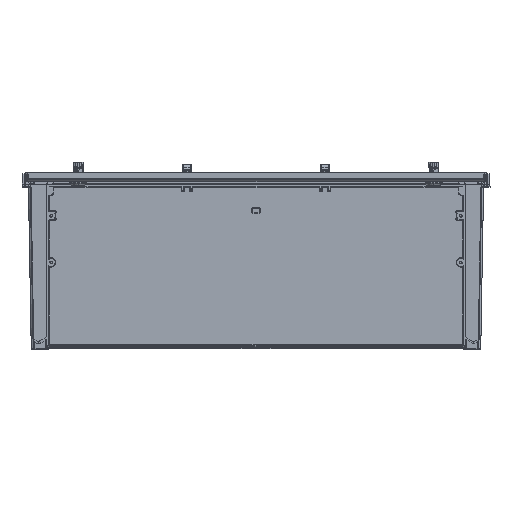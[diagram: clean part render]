
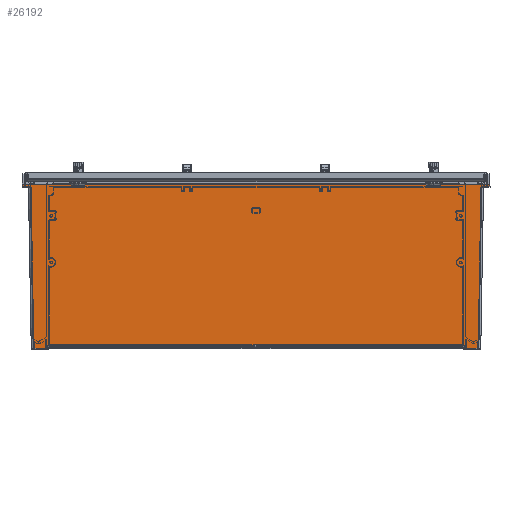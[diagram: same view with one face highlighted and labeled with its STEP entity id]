
A CAD part, top view. The second image highlights one B-rep face of the part: STEP entity #26192.
In plain terms, the highlighted planar face has unit normal (0, -0.009, 1).
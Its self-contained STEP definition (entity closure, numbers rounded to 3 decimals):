
#840=DIRECTION('',(1.,0.,0.));
#841=VECTOR('',#840,20.192);
#842=CARTESIAN_POINT('',(359.503,-1.009,297.548));
#843=LINE('',#842,#841);
#874=CARTESIAN_POINT('',(359.449,4.461,297.595));
#876=DIRECTION('',(1.,0.,0.));
#877=VECTOR('',#876,718.894);
#878=CARTESIAN_POINT('',(-359.445,4.456,297.595));
#879=LINE('',#878,#877);
#884=DIRECTION('',(-0.017,1.,0.009));
#885=VECTOR('',#884,275.079);
#886=CARTESIAN_POINT('',(-379.695,-1.009,297.548));
#887=LINE('',#886,#885);
#888=CARTESIAN_POINT('',(-399.984,276.,299.972));
#889=CARTESIAN_POINT('',(-399.961,277.333,299.984));
#890=CARTESIAN_POINT('',(-399.967,278.667,299.981));
#891=CARTESIAN_POINT('',(-399.944,280.,299.992));
#893=DIRECTION('',(-0.017,-1.,-0.009));
#894=VECTOR('',#893,275.079);
#895=CARTESIAN_POINT('',(384.495,274.017,299.948));
#896=LINE('',#895,#894);
#897=DIRECTION('',(-0.01,1.,0.009));
#898=VECTOR('',#897,5.47);
#899=CARTESIAN_POINT('',(359.503,-1.009,297.548));
#900=LINE('',#899,#898);
#910=DIRECTION('',(1.,0.,0.));
#911=VECTOR('',#910,20.188);
#912=CARTESIAN_POINT('',(-379.695,-1.009,297.548));
#913=LINE('',#912,#911);
#1043=DIRECTION('',(0.011,1.,0.009));
#1044=VECTOR('',#1043,5.465);
#1045=CARTESIAN_POINT('',(-359.507,-1.009,
297.548));
#1046=LINE('',#1045,#1044);
#1744=CARTESIAN_POINT('',(384.495,274.017,299.948));
#1745=CARTESIAN_POINT('',(385.054,274.39,299.951));
#1746=CARTESIAN_POINT('',(386.109,275.088,299.957));
#1747=CARTESIAN_POINT('',(387.69,275.822,299.963));
#1748=CARTESIAN_POINT('',(388.682,276.,299.966));
#1749=CARTESIAN_POINT('',(389.168,276.,299.966));
#1772=DIRECTION('',(1.,0.,0.001));
#1773=VECTOR('',#1772,10.816);
#1774=CARTESIAN_POINT('',(389.168,276.,299.966));
#1775=LINE('',#1774,#1773);
#1897=CARTESIAN_POINT('',(399.984,276.,299.972));
#1898=CARTESIAN_POINT('',(399.961,277.333,299.984));
#1899=CARTESIAN_POINT('',(399.967,278.667,299.981));
#1900=CARTESIAN_POINT('',(399.944,280.,299.992));
#2325=DIRECTION('',(-1.,0.,0.));
#2326=VECTOR('',#2325,799.888);
#2327=CARTESIAN_POINT('',(399.944,280.,299.992));
#2328=LINE('',#2327,#2326);
#18930=DIRECTION('',(1.,0.,-0.001));
#18931=VECTOR('',#18930,10.816);
#18932=CARTESIAN_POINT('',(-399.984,276.,
299.972));
#18933=LINE('',#18932,#18931);
#19182=CARTESIAN_POINT('',(-389.169,276.,
299.966));
#19183=CARTESIAN_POINT('',(-388.685,276.,
299.966));
#19184=CARTESIAN_POINT('',(-387.698,275.826,
299.963));
#19185=CARTESIAN_POINT('',(-386.108,275.087,
299.957));
#19186=CARTESIAN_POINT('',(-385.054,274.389,
299.951));
#19187=CARTESIAN_POINT('',(-384.495,274.017,
299.948));
#21727=CARTESIAN_POINT('',(379.695,-1.009,
297.548));
#21728=VERTEX_POINT('',#21727);
#21729=CARTESIAN_POINT('',(359.518,-1.009,
297.548));
#21730=VERTEX_POINT('',#21729);
#21732=VERTEX_POINT('',#874);
#21733=CARTESIAN_POINT('',(-359.445,4.456,
297.595));
#21734=VERTEX_POINT('',#21733);
#21735=CARTESIAN_POINT('',(-379.695,-1.009,
297.548));
#21736=CARTESIAN_POINT('',(-359.507,-1.009,
297.548));
#21737=VERTEX_POINT('',#21735);
#21738=VERTEX_POINT('',#21736);
#21739=CARTESIAN_POINT('',(-384.495,274.017,
299.948));
#21740=VERTEX_POINT('',#21739);
#21741=VERTEX_POINT('',#19182);
#21742=CARTESIAN_POINT('',(-399.984,276.,
299.972));
#21743=VERTEX_POINT('',#21742);
#21744=VERTEX_POINT('',#891);
#21745=CARTESIAN_POINT('',(399.944,280.,299.992));
#21746=VERTEX_POINT('',#21745);
#21747=VERTEX_POINT('',#1897);
#21748=CARTESIAN_POINT('',(389.168,276.,299.966));
#21749=VERTEX_POINT('',#21748);
#21750=VERTEX_POINT('',#1744);
#26160=CARTESIAN_POINT('',(480.,0.,297.556));
#26161=DIRECTION('',(0.,0.009,-1.));
#26162=DIRECTION('',(0.,1.,0.009));
#26163=AXIS2_PLACEMENT_3D('',#26160,#26161,#26162);
#26164=PLANE('',#26163);
#26166=ORIENTED_EDGE('',*,*,#26165,.F.);
#26168=ORIENTED_EDGE('',*,*,#26167,.T.);
#26170=ORIENTED_EDGE('',*,*,#26169,.F.);
#26172=ORIENTED_EDGE('',*,*,#26171,.F.);
#26174=ORIENTED_EDGE('',*,*,#26173,.T.);
#26176=ORIENTED_EDGE('',*,*,#26175,.F.);
#26178=ORIENTED_EDGE('',*,*,#26177,.F.);
#26180=ORIENTED_EDGE('',*,*,#26179,.F.);
#26182=ORIENTED_EDGE('',*,*,#26181,.F.);
#26184=ORIENTED_EDGE('',*,*,#26183,.T.);
#26185=ORIENTED_EDGE('',*,*,#26110,.F.);
#26186=ORIENTED_EDGE('',*,*,#26141,.T.);
#26187=ORIENTED_EDGE('',*,*,#26151,.F.);
#26189=ORIENTED_EDGE('',*,*,#26188,.F.);
#26190=EDGE_LOOP('',(#26166,#26168,#26170,#26172,#26174,#26176,#26178,#26180,
#26182,#26184,#26185,#26186,#26187,#26189));
#26191=FACE_OUTER_BOUND('',#26190,.F.);
#26192=ADVANCED_FACE('',(#26191),#26164,.F.);
#892=B_SPLINE_CURVE_WITH_KNOTS('',3,(#888,#889,#890,#891),.UNSPECIFIED.,.F.,.F.,
(4,4),(0.,1.),.UNSPECIFIED.);
#1750=B_SPLINE_CURVE_WITH_KNOTS('',3,(#1744,#1745,#1746,#1747,#1748,#1749),
.UNSPECIFIED.,.F.,.F.,(4,1,1,4),(0.,0.333,0.667,1.),
.UNSPECIFIED.);
#1901=B_SPLINE_CURVE_WITH_KNOTS('',3,(#1897,#1898,#1899,#1900),.UNSPECIFIED.,
.F.,.F.,(4,4),(0.,1.),.UNSPECIFIED.);
#19188=B_SPLINE_CURVE_WITH_KNOTS('',3,(#19182,#19183,#19184,#19185,#19186,
#19187),.UNSPECIFIED.,.F.,.F.,(4,1,1,4),(0.,0.333,
0.667,1.),.UNSPECIFIED.);
#26110=EDGE_CURVE('',#21730,#21728,#843,.T.);
#26141=EDGE_CURVE('',#21730,#21732,#900,.T.);
#26151=EDGE_CURVE('',#21734,#21732,#879,.T.);
#26165=EDGE_CURVE('',#21737,#21738,#913,.T.);
#26167=EDGE_CURVE('',#21737,#21740,#887,.T.);
#26169=EDGE_CURVE('',#21741,#21740,#19188,.T.);
#26171=EDGE_CURVE('',#21743,#21741,#18933,.T.);
#26173=EDGE_CURVE('',#21743,#21744,#892,.T.);
#26175=EDGE_CURVE('',#21746,#21744,#2328,.T.);
#26177=EDGE_CURVE('',#21747,#21746,#1901,.T.);
#26179=EDGE_CURVE('',#21749,#21747,#1775,.T.);
#26181=EDGE_CURVE('',#21750,#21749,#1750,.T.);
#26183=EDGE_CURVE('',#21750,#21728,#896,.T.);
#26188=EDGE_CURVE('',#21738,#21734,#1046,.T.);
